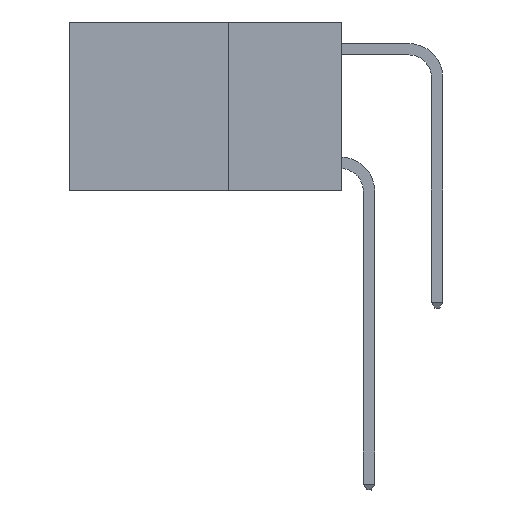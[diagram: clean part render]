
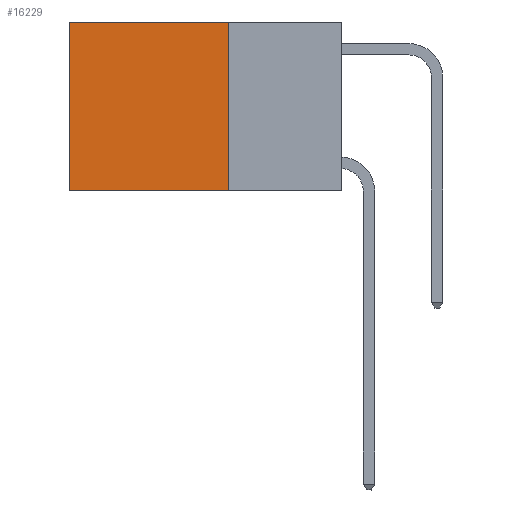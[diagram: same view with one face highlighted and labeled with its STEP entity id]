
A CAD part, left-side view. The second image highlights one B-rep face of the part: STEP entity #16229.
In plain terms, the highlighted planar face has unit normal (-1, 0, 0).
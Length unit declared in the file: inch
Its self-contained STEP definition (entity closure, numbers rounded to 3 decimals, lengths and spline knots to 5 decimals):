
#188 = EDGE_CURVE ( 'NONE', #1396, #11526, #13280, .T. ) ;
#983 = CARTESIAN_POINT ( 'NONE',  ( 0.2625, 0.25, 0. ) ) ;
#1396 = VERTEX_POINT ( 'NONE', #9968 ) ;
#2570 = LINE ( 'NONE', #5527, #9536 ) ;
#3731 = DIRECTION ( 'NONE',  ( 0., 0., -1. ) ) ;
#3902 = EDGE_CURVE ( 'NONE', #1396, #5963, #13128, .T. ) ;
#5204 = DIRECTION ( 'NONE',  ( 0., 1., 0. ) ) ;
#5527 = CARTESIAN_POINT ( 'NONE',  ( 0.2625, 0.25, -0.37 ) ) ;
#5705 = CARTESIAN_POINT ( 'NONE',  ( 0.2625, 0.25, 0. ) ) ;
#5760 = LINE ( 'NONE', #15806, #12127 ) ;
#5963 = VERTEX_POINT ( 'NONE', #10086 ) ;
#6033 = FACE_OUTER_BOUND ( 'NONE', #8114, .T. ) ;
#6069 = ORIENTED_EDGE ( 'NONE', *, *, #7715, .F. ) ;
#6767 = VECTOR ( 'NONE', #7007, 39.37008 ) ;
#7007 = DIRECTION ( 'NONE',  ( 0., 0., -1. ) ) ;
#7094 = ORIENTED_EDGE ( 'NONE', *, *, #3902, .F. ) ;
#7715 = EDGE_CURVE ( 'NONE', #5963, #9754, #2570, .T. ) ;
#8114 = EDGE_LOOP ( 'NONE', ( #13450, #6069, #7094, #14863 ) ) ;
#8666 = CARTESIAN_POINT ( 'NONE',  ( 0.2625, 0.6, 0. ) ) ;
#8902 = PLANE ( 'NONE',  #16006 ) ;
#9066 = CARTESIAN_POINT ( 'NONE',  ( 0.2625, 0.25, 0. ) ) ;
#9514 = DIRECTION ( 'NONE',  ( 0., 0., -1. ) ) ;
#9536 = VECTOR ( 'NONE', #14469, 39.37008 ) ;
#9754 = VERTEX_POINT ( 'NONE', #11332 ) ;
#9968 = CARTESIAN_POINT ( 'NONE',  ( 0.2625, 0.25, 0. ) ) ;
#10086 = CARTESIAN_POINT ( 'NONE',  ( 0.2625, 0.25, -0.37 ) ) ;
#11332 = CARTESIAN_POINT ( 'NONE',  ( 0.2625, 0.6, -0.37 ) ) ;
#11445 = DIRECTION ( 'NONE',  ( 1., 0., 0. ) ) ;
#11526 = VERTEX_POINT ( 'NONE', #8666 ) ;
#11952 = EDGE_CURVE ( 'NONE', #11526, #9754, #5760, .T. ) ;
#12127 = VECTOR ( 'NONE', #9514, 39.37008 ) ;
#13128 = LINE ( 'NONE', #5705, #6767 ) ;
#13280 = LINE ( 'NONE', #9066, #15450 ) ;
#13450 = ORIENTED_EDGE ( 'NONE', *, *, #11952, .T. ) ;
#14469 = DIRECTION ( 'NONE',  ( 0., 1., 0. ) ) ;
#14863 = ORIENTED_EDGE ( 'NONE', *, *, #188, .T. ) ;
#15450 = VECTOR ( 'NONE', #5204, 39.37008 ) ;
#15806 = CARTESIAN_POINT ( 'NONE',  ( 0.2625, 0.6, 0. ) ) ;
#16006 = AXIS2_PLACEMENT_3D ( 'NONE', #983, #11445, #3731 ) ;
#16229 = ADVANCED_FACE ( 'NONE', ( #6033 ), #8902, .F. ) ;
